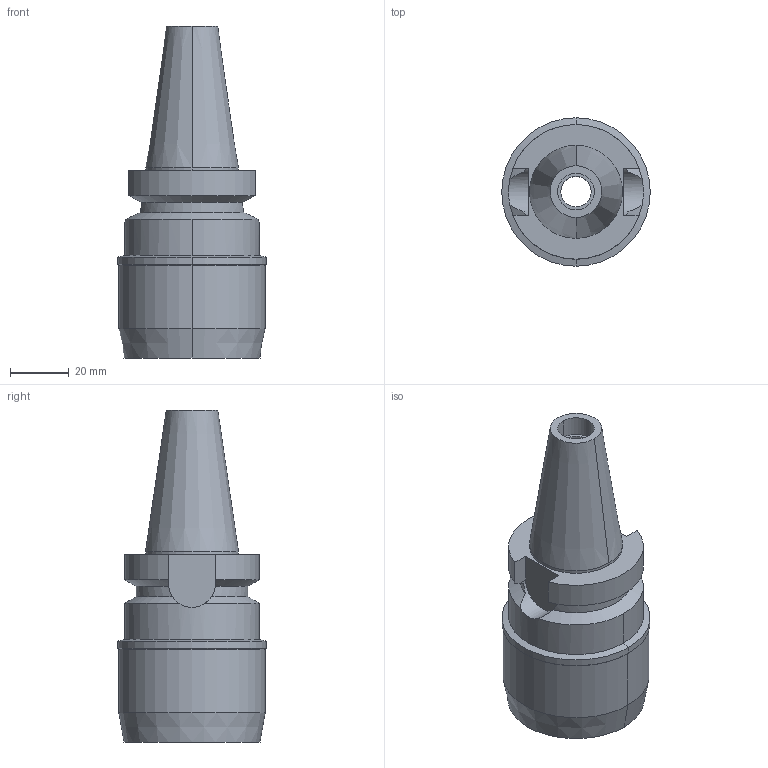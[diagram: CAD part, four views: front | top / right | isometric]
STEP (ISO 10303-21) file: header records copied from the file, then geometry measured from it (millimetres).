
FILE_DESCRIPTION((''),'2;1');
FILE_NAME('BBT30-MEGA20D-65','2018-06-07T',('ykawabe'),(''),'CREO PARAMETRIC BY PTC INC, 2016380','CREO PARAMETRIC BY PTC INC, 2016380','');
FILE_SCHEMA(('AUTOMOTIVE_DESIGN { 1 0 10303 214 1 1 1 1 }'));
Length unit declared in the file: millimetre
Products named in the file (1): BBT30-MEGA20D-65
Bounding box: 50.7 x 50.7 x 113.4 mm (x, y, z)
Volume: 108383.5 mm3; surface area: 22983.6 mm2
Topology: 1 solids, 1 shells, 48 faces, 123 edges, 81 vertices
Faces by surface type: cylinder 24, plane 12, cone 12
Entity records: 2039 total; most frequent: CARTESIAN_POINT 343, DIRECTION 270, ORIENTED_EDGE 246, PRESENTATION_STYLE_ASSIGNMENT 128, STYLED_ITEM 128, CURVE_STYLE 127, EDGE_CURVE 123, AXIS2_PLACEMENT_3D 113
